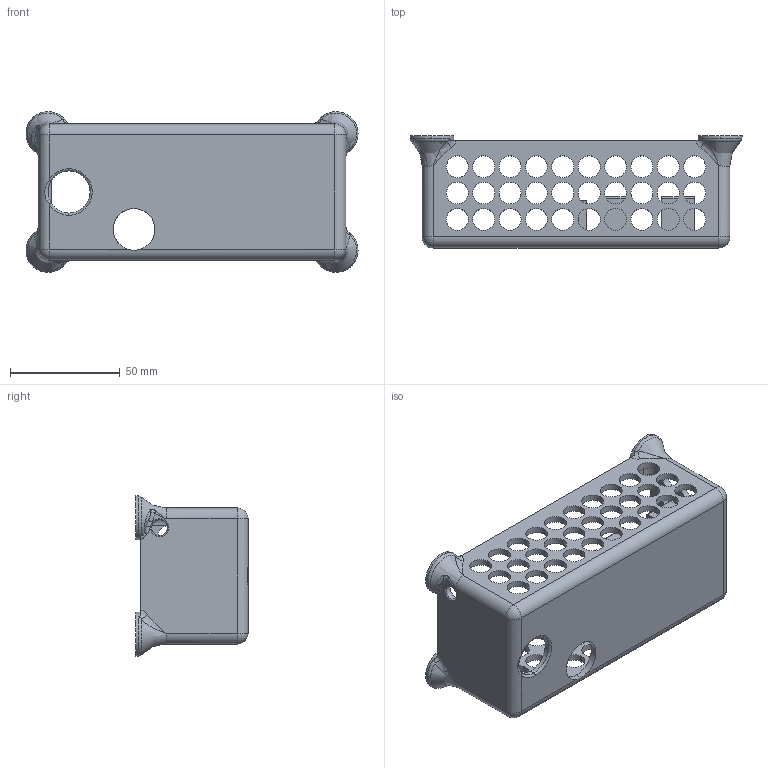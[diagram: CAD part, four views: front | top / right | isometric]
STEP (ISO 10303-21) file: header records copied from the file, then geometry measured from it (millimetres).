
FILE_DESCRIPTION (( 'STEP AP203' ), '1' );
FILE_NAME ('Box1.STEP', '2022-04-13T04:47:35', ( '' ), ( '' ), 'SwSTEP 2.0', 'SolidWorks 2020', '' );
FILE_SCHEMA (( 'CONFIG_CONTROL_DESIGN' ));
Length unit declared in the file: millimetre
Products named in the file (1): Box1
Bounding box: 151.07 x 51 x 73.07 mm (x, y, z)
Volume: 69510.1 mm3; surface area: 53742.4 mm2
Topology: 1 solids, 1 shells, 335 faces, 937 edges, 589 vertices
Faces by surface type: cylinder 220, plane 62, bspline 33, torus 13, sphere 7
Entity records: 14175 total; most frequent: CARTESIAN_POINT 5296, ORIENTED_EDGE 1848, DIRECTION 1828, EDGE_CURVE 924, AXIS2_PLACEMENT_3D 730, VERTEX_POINT 589, EDGE_LOOP 483, CIRCLE 427
